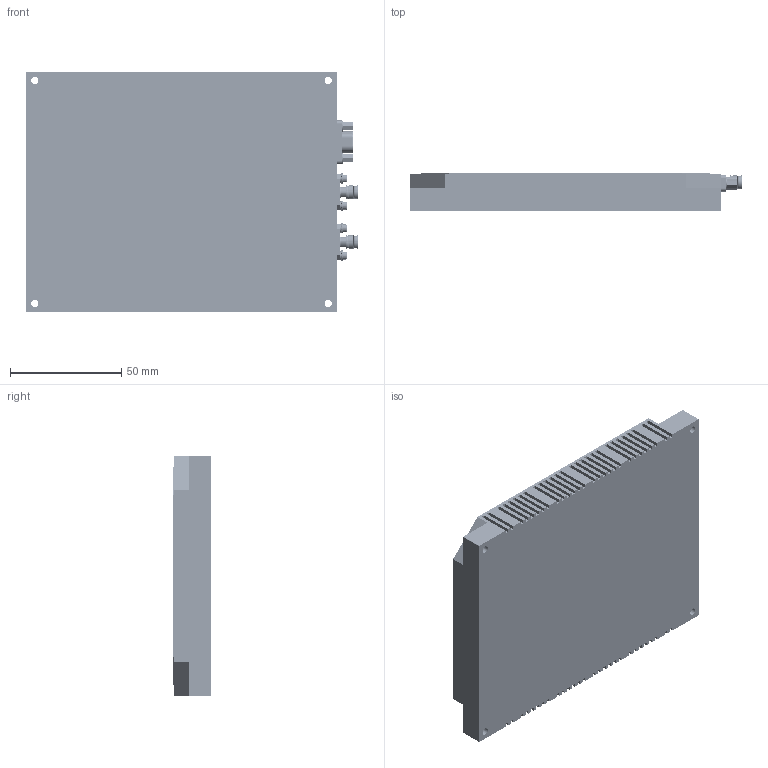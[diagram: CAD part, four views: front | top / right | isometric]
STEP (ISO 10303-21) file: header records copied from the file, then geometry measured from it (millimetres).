
FILE_DESCRIPTION (( 'STEP AP214' ), '1' );
FILE_NAME ('PE15B5004.STEP', '2020-05-26T17:03:26', ( '' ), ( '' ), 'SwSTEP 2.0', 'SolidWorks 2019', '' );
FILE_SCHEMA (( 'AUTOMOTIVE_DESIGN' ));
Length unit declared in the file: inch
Products named in the file (12): 91771A081_91771A081; 92146A520_92146A520; 90945A705_90945A705; MDM JACK POST_91075A512; PE15B5004; 92196A075_92196A075; B6091-1400; two-hole flange sma_Standard; MDM JACK POST LOCK_98449A500; A6091-1300; MDM9SH003; 96640A023_96640A023
Assembly tree (50 placements, depth 2):
  PE15B5004
    A6091-1300
    B6091-1400
    two-hole flange sma_Standard  x2
    MDM9SH003
    91771A081_91771A081  x11
    96640A023_96640A023  x18
    MDM JACK POST LOCK_98449A500  x2
    MDM JACK POST_91075A512  x2
    90945A705_90945A705  x4
    92146A520_92146A520  x4
    92196A075_92196A075  x4
Bounding box: 149.18 x 17.27 x 107.95 mm (x, y, z)
Volume: 151038.6 mm3; surface area: 88086 mm2
Topology: 56 solids, 56 shells, 5412 faces, 14630 edges, 9503 vertices
Faces by surface type: plane 2176, cylinder 1827, cone 770, bspline 563, torus 76
Entity records: 126462 total; most frequent: CARTESIAN_POINT 51977, ORIENTED_EDGE 15862, DIRECTION 13317, EDGE_CURVE 7931, LINE 5275, VECTOR 5275, VERTEX_POINT 5199, AXIS2_PLACEMENT_3D 4021
